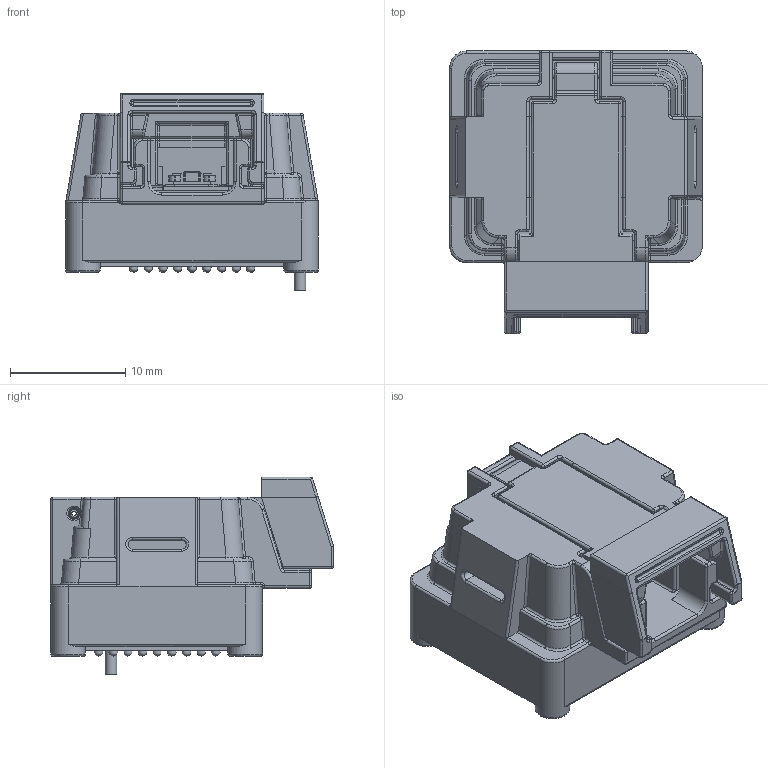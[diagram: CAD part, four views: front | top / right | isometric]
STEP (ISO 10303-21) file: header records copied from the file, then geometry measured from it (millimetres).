
FILE_DESCRIPTION(/* description */ (''),/* implementation_level */ '2;1');
FILE_NAME(/* name */ 'AFBR-821FN.stp',/* time_stamp */ '2016-03-01T13:41:40+01:00',/* author */ ('riccim'),/* organization */ (''),/* preprocessor_version */ 'ST-DEVELOPER v15.5',/* originating_system */ 'AutoCAD Mechanical',/* authorisation */ '');
FILE_SCHEMA (('AUTOMOTIVE_DESIGN { 1 0 10303 214 3 1 1 }'));
Products named in the file (1): Product
Bounding box: 21.95 x 24.56 x 17.15 mm (x, y, z)
Volume: 2833.3 mm3; surface area: 4665 mm2
Topology: 94 solids, 94 shells, 1675 faces, 4421 edges, 2905 vertices
Faces by surface type: plane 838, cylinder 471, sphere 212, torus 70, bspline 68, cone 16
Full cylindrical faces by diameter (mm): 0.5 x1, 0.8 x7, 0.942 x2, 1 x1, 2 x2, 3 x4
Entity records: 53109 total; most frequent: CARTESIAN_POINT 13321, DIRECTION 8245, ORIENTED_EDGE 7956, EDGE_CURVE 3978, AXIS2_PLACEMENT_3D 2937, VERTEX_POINT 2739, LINE 2371, VECTOR 2371
